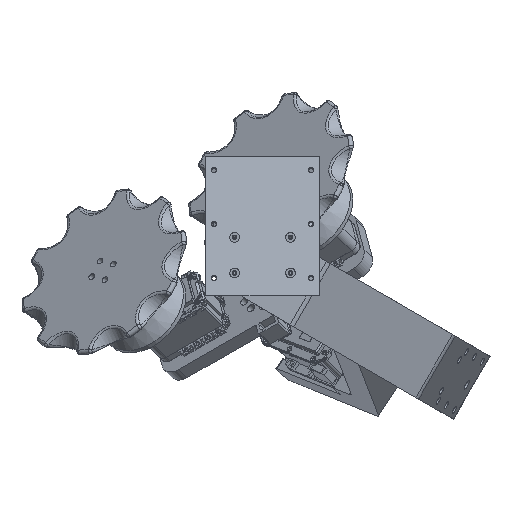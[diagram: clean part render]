
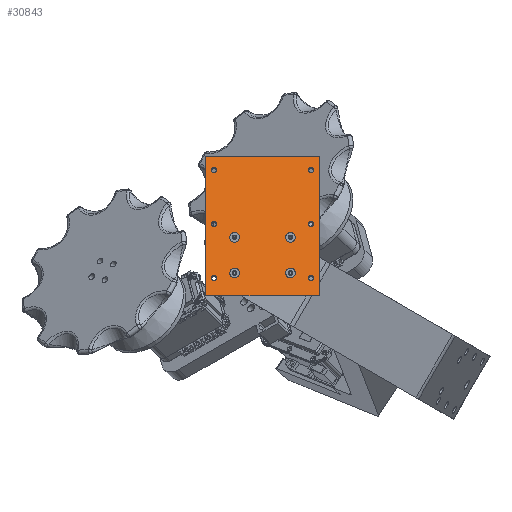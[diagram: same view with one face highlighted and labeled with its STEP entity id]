
A CAD part, front view. The second image highlights one B-rep face of the part: STEP entity #30843.
In plain terms, the highlighted planar face has unit normal (0, -0.966, 0.259).
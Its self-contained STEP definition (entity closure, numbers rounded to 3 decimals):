
#651=ELLIPSE('',#33024,3.106,3.);
#652=ELLIPSE('',#33028,3.106,3.);
#653=ELLIPSE('',#33032,3.106,3.);
#654=ELLIPSE('',#33036,3.106,3.);
#965=FACE_BOUND('',#4402,.T.);
#966=FACE_BOUND('',#4403,.T.);
#967=FACE_BOUND('',#4404,.T.);
#968=FACE_BOUND('',#4405,.T.);
#969=FACE_BOUND('',#4406,.T.);
#970=FACE_BOUND('',#4407,.T.);
#971=FACE_BOUND('',#4408,.T.);
#972=FACE_BOUND('',#4409,.T.);
#973=FACE_BOUND('',#4410,.T.);
#974=FACE_BOUND('',#4411,.T.);
#1448=PLANE('',#33067);
#2551=FACE_OUTER_BOUND('',#4401,.T.);
#4401=EDGE_LOOP('',(#21961,#21962,#21963,#21964));
#4402=EDGE_LOOP('',(#21965));
#4403=EDGE_LOOP('',(#21966));
#4404=EDGE_LOOP('',(#21967));
#4405=EDGE_LOOP('',(#21968));
#4406=EDGE_LOOP('',(#21969));
#4407=EDGE_LOOP('',(#21970));
#4408=EDGE_LOOP('',(#21971));
#4409=EDGE_LOOP('',(#21972));
#4410=EDGE_LOOP('',(#21973));
#4411=EDGE_LOOP('',(#21974));
#6572=LINE('',#45380,#9583);
#6675=LINE('',#45681,#9686);
#6681=LINE('',#45700,#9692);
#6683=LINE('',#45703,#9694);
#9583=VECTOR('',#36388,10.);
#9686=VECTOR('',#36709,10.);
#9692=VECTOR('',#36731,10.);
#9694=VECTOR('',#36735,10.);
#12502=CIRCLE('',#33052,1.6);
#12503=CIRCLE('',#33054,1.6);
#12504=CIRCLE('',#33056,1.6);
#12505=CIRCLE('',#33060,1.6);
#12506=CIRCLE('',#33062,1.6);
#12507=CIRCLE('',#33064,1.6);
#13783=VERTEX_POINT('',#45377);
#13784=VERTEX_POINT('',#45379);
#13857=VERTEX_POINT('',#45609);
#13859=VERTEX_POINT('',#45616);
#13861=VERTEX_POINT('',#45623);
#13863=VERTEX_POINT('',#45630);
#13869=VERTEX_POINT('',#45663);
#13870=VERTEX_POINT('',#45667);
#13871=VERTEX_POINT('',#45671);
#13873=VERTEX_POINT('',#45679);
#13874=VERTEX_POINT('',#45683);
#13875=VERTEX_POINT('',#45687);
#13876=VERTEX_POINT('',#45691);
#13878=VERTEX_POINT('',#45699);
#16809=EDGE_CURVE('',#13784,#13783,#6572,.T.);
#16922=EDGE_CURVE('',#13857,#13857,#651,.T.);
#16925=EDGE_CURVE('',#13859,#13859,#652,.T.);
#16928=EDGE_CURVE('',#13861,#13861,#653,.T.);
#16931=EDGE_CURVE('',#13863,#13863,#654,.T.);
#16949=EDGE_CURVE('',#13869,#13869,#12502,.T.);
#16951=EDGE_CURVE('',#13870,#13870,#12503,.T.);
#16953=EDGE_CURVE('',#13871,#13871,#12504,.T.);
#16957=EDGE_CURVE('',#13783,#13873,#6675,.T.);
#16959=EDGE_CURVE('',#13874,#13874,#12505,.T.);
#16961=EDGE_CURVE('',#13875,#13875,#12506,.T.);
#16963=EDGE_CURVE('',#13876,#13876,#12507,.T.);
#16966=EDGE_CURVE('',#13784,#13878,#6681,.T.);
#16968=EDGE_CURVE('',#13873,#13878,#6683,.T.);
#21961=ORIENTED_EDGE('',*,*,#16968,.T.);
#21962=ORIENTED_EDGE('',*,*,#16966,.F.);
#21963=ORIENTED_EDGE('',*,*,#16809,.T.);
#21964=ORIENTED_EDGE('',*,*,#16957,.T.);
#21965=ORIENTED_EDGE('',*,*,#16922,.T.);
#21966=ORIENTED_EDGE('',*,*,#16925,.T.);
#21967=ORIENTED_EDGE('',*,*,#16928,.T.);
#21968=ORIENTED_EDGE('',*,*,#16931,.T.);
#21969=ORIENTED_EDGE('',*,*,#16949,.T.);
#21970=ORIENTED_EDGE('',*,*,#16951,.T.);
#21971=ORIENTED_EDGE('',*,*,#16953,.T.);
#21972=ORIENTED_EDGE('',*,*,#16959,.T.);
#21973=ORIENTED_EDGE('',*,*,#16961,.T.);
#21974=ORIENTED_EDGE('',*,*,#16963,.T.);
#30843=ADVANCED_FACE('',(#2551,#965,#966,#967,#968,#969,#970,#971,#972,
#973,#974),#1448,.T.);
#33024=AXIS2_PLACEMENT_3D('',#45610,#36619,#36620);
#33028=AXIS2_PLACEMENT_3D('',#45617,#36628,#36629);
#33032=AXIS2_PLACEMENT_3D('',#45624,#36637,#36638);
#33036=AXIS2_PLACEMENT_3D('',#45631,#36646,#36647);
#33052=AXIS2_PLACEMENT_3D('',#45665,#36690,#36691);
#33054=AXIS2_PLACEMENT_3D('',#45669,#36695,#36696);
#33056=AXIS2_PLACEMENT_3D('',#45673,#36700,#36701);
#33060=AXIS2_PLACEMENT_3D('',#45685,#36713,#36714);
#33062=AXIS2_PLACEMENT_3D('',#45689,#36718,#36719);
#33064=AXIS2_PLACEMENT_3D('',#45693,#36723,#36724);
#33067=AXIS2_PLACEMENT_3D('',#45702,#36733,#36734);
#36388=DIRECTION('',(-1.,0.,0.));
#36619=DIRECTION('center_axis',(0.,0.966,-0.259));
#36620=DIRECTION('ref_axis',(0.,-0.259,-0.966));
#36628=DIRECTION('center_axis',(0.,0.966,-0.259));
#36629=DIRECTION('ref_axis',(0.,-0.259,-0.966));
#36637=DIRECTION('center_axis',(0.,0.966,-0.259));
#36638=DIRECTION('ref_axis',(0.,-0.259,-0.966));
#36646=DIRECTION('center_axis',(0.,0.966,-0.259));
#36647=DIRECTION('ref_axis',(0.,-0.259,-0.966));
#36690=DIRECTION('center_axis',(0.,0.966,-0.259));
#36691=DIRECTION('ref_axis',(-1.,0.,0.));
#36695=DIRECTION('center_axis',(0.,0.966,-0.259));
#36696=DIRECTION('ref_axis',(-1.,0.,0.));
#36700=DIRECTION('center_axis',(0.,0.966,-0.259));
#36701=DIRECTION('ref_axis',(-1.,0.,0.));
#36709=DIRECTION('',(0.,-0.259,-0.966));
#36713=DIRECTION('center_axis',(0.,0.966,-0.259));
#36714=DIRECTION('ref_axis',(1.,0.,0.));
#36718=DIRECTION('center_axis',(0.,0.966,-0.259));
#36719=DIRECTION('ref_axis',(1.,0.,0.));
#36723=DIRECTION('center_axis',(0.,0.966,-0.259));
#36724=DIRECTION('ref_axis',(1.,0.,0.));
#36731=DIRECTION('',(0.,-0.259,-0.966));
#36733=DIRECTION('center_axis',(0.,-0.966,0.259));
#36734=DIRECTION('ref_axis',(0.,0.259,0.966));
#36735=DIRECTION('',(1.,0.,0.));
#45377=CARTESIAN_POINT('',(-60.2,-5.,0.));
#45379=CARTESIAN_POINT('',(10.,-5.,0.));
#45380=CARTESIAN_POINT('',(-50.2,-5.,0.));
#45609=CARTESIAN_POINT('',(-45.4,-24.292,-72.));
#45610=CARTESIAN_POINT('Origin',(-42.4,-24.292,-72.));
#45616=CARTESIAN_POINT('',(-45.4,-18.397,-50.));
#45617=CARTESIAN_POINT('Origin',(-42.4,-18.397,-50.));
#45623=CARTESIAN_POINT('',(-10.8,-24.292,-72.));
#45624=CARTESIAN_POINT('Origin',(-7.8,-24.292,-72.));
#45630=CARTESIAN_POINT('',(-10.8,-18.397,-50.));
#45631=CARTESIAN_POINT('Origin',(-7.8,-18.397,-50.));
#45663=CARTESIAN_POINT('',(-53.6,-25.121,-75.091));
#45665=CARTESIAN_POINT('Origin',(-55.2,-25.121,-75.091));
#45667=CARTESIAN_POINT('',(-53.6,-16.187,-41.75));
#45669=CARTESIAN_POINT('Origin',(-55.2,-16.187,-41.75));
#45671=CARTESIAN_POINT('',(-53.6,-7.253,-8.409));
#45673=CARTESIAN_POINT('Origin',(-55.2,-7.253,-8.409));
#45679=CARTESIAN_POINT('',(-60.2,-28.044,-86.));
#45681=CARTESIAN_POINT('',(-60.2,-5.,0.));
#45683=CARTESIAN_POINT('',(3.4,-25.121,-75.091));
#45685=CARTESIAN_POINT('Origin',(5.,-25.121,-75.091));
#45687=CARTESIAN_POINT('',(3.4,-16.187,-41.75));
#45689=CARTESIAN_POINT('Origin',(5.,-16.187,-41.75));
#45691=CARTESIAN_POINT('',(3.4,-7.253,-8.409));
#45693=CARTESIAN_POINT('Origin',(5.,-7.253,-8.409));
#45699=CARTESIAN_POINT('',(10.,-28.044,-86.));
#45700=CARTESIAN_POINT('',(10.,-5.,0.));
#45702=CARTESIAN_POINT('Origin',(0.,-28.044,-86.));
#45703=CARTESIAN_POINT('',(0.,-28.044,-86.));
